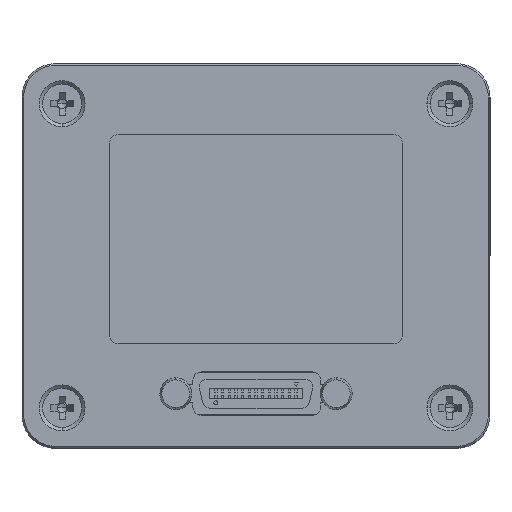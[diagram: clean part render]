
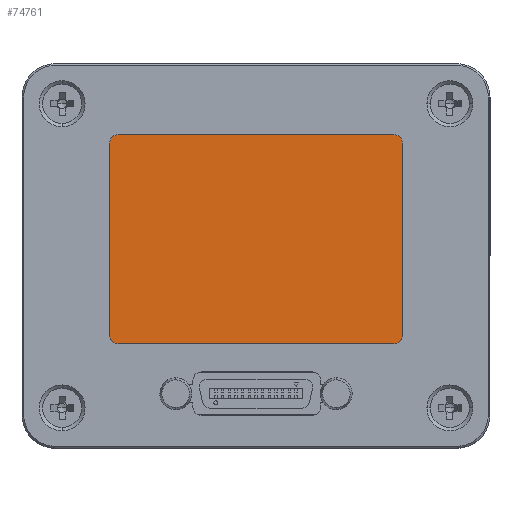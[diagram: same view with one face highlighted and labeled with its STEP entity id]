
A CAD part, top view. The second image highlights one B-rep face of the part: STEP entity #74761.
In plain terms, the highlighted planar face has unit normal (0, 0, 1).
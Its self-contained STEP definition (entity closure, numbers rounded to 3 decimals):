
#981 = CARTESIAN_POINT ( 'NONE',  ( 16.5, -9.5, 27.99 ) ) ;
#3873 = DIRECTION ( 'NONE',  ( 1., 0., 0. ) ) ;
#7213 = CARTESIAN_POINT ( 'NONE',  ( 17.5, 13.5, 27.99 ) ) ;
#8803 = VECTOR ( 'NONE', #3873, 1000. ) ;
#9303 = DIRECTION ( 'NONE',  ( 1., 0., 0. ) ) ;
#9407 = LINE ( 'NONE', #7213, #31250 ) ;
#9572 = VERTEX_POINT ( 'NONE', #39103 ) ;
#17153 = VECTOR ( 'NONE', #72434, 1000. ) ;
#18449 = CARTESIAN_POINT ( 'NONE',  ( -17.5, 13.5, 27.99 ) ) ;
#23211 = CARTESIAN_POINT ( 'NONE',  ( -16.5, 14.5, 27.99 ) ) ;
#24059 = DIRECTION ( 'NONE',  ( 0., 1., 0. ) ) ;
#27544 = ORIENTED_EDGE ( 'NONE', *, *, #94431, .T. ) ;
#28567 = DIRECTION ( 'NONE',  ( 0., 0., 1. ) ) ;
#28794 = CARTESIAN_POINT ( 'NONE',  ( -16.5, -9.5, 27.99 ) ) ;
#31250 = VECTOR ( 'NONE', #24059, 1000. ) ;
#31373 = CARTESIAN_POINT ( 'NONE',  ( 16.5, 14.5, 27.99 ) ) ;
#31937 = EDGE_CURVE ( 'NONE', #74794, #63424, #9407, .T. ) ;
#34276 = EDGE_CURVE ( 'NONE', #63424, #51765, #101710, .T. ) ;
#34464 = VECTOR ( 'NONE', #75870, 1000. ) ;
#34812 = EDGE_CURVE ( 'NONE', #101568, #53771, #93772, .T. ) ;
#35942 = ORIENTED_EDGE ( 'NONE', *, *, #82302, .T. ) ;
#36991 = DIRECTION ( 'NONE',  ( 1., 0., 0. ) ) ;
#38106 = CARTESIAN_POINT ( 'NONE',  ( -16.5, 13.5, 27.99 ) ) ;
#39103 = CARTESIAN_POINT ( 'NONE',  ( 16.5, -10.5, 27.99 ) ) ;
#40942 = CARTESIAN_POINT ( 'NONE',  ( -16.5, -9.5, 27.99 ) ) ;
#41176 = EDGE_CURVE ( 'NONE', #95058, #81073, #96643, .T. ) ;
#41431 = AXIS2_PLACEMENT_3D ( 'NONE', #28794, #86187, #36991 ) ;
#41712 = CARTESIAN_POINT ( 'NONE',  ( -16.5, -10.5, 27.99 ) ) ;
#44246 = FACE_OUTER_BOUND ( 'NONE', #69722, .T. ) ;
#45438 = AXIS2_PLACEMENT_3D ( 'NONE', #40942, #98415, #49241 ) ;
#46369 = DIRECTION ( 'NONE',  ( 1., 0., 0. ) ) ;
#48306 = ORIENTED_EDGE ( 'NONE', *, *, #91240, .T. ) ;
#49241 = DIRECTION ( 'NONE',  ( 1., 0., 0. ) ) ;
#49522 = ORIENTED_EDGE ( 'NONE', *, *, #34812, .T. ) ;
#51765 = VERTEX_POINT ( 'NONE', #31373 ) ;
#53484 = CARTESIAN_POINT ( 'NONE',  ( 17.5, 13.5, 27.99 ) ) ;
#53771 = VERTEX_POINT ( 'NONE', #41712 ) ;
#55456 = CARTESIAN_POINT ( 'NONE',  ( -16.5, 14.5, 27.99 ) ) ;
#56343 = LINE ( 'NONE', #18449, #34464 ) ;
#58513 = DIRECTION ( 'NONE',  ( 0., 0., 1. ) ) ;
#60256 = ORIENTED_EDGE ( 'NONE', *, *, #65473, .T. ) ;
#61334 = CARTESIAN_POINT ( 'NONE',  ( -16.5, -10.5, 27.99 ) ) ;
#63167 = AXIS2_PLACEMENT_3D ( 'NONE', #981, #58513, #9303 ) ;
#63424 = VERTEX_POINT ( 'NONE', #53484 ) ;
#63429 = LINE ( 'NONE', #23211, #17153 ) ;
#65473 = EDGE_CURVE ( 'NONE', #81073, #101568, #56343, .T. ) ;
#66464 = AXIS2_PLACEMENT_3D ( 'NONE', #38106, #95610, #46369 ) ;
#67958 = CARTESIAN_POINT ( 'NONE',  ( -17.5, 13.5, 27.99 ) ) ;
#69722 = EDGE_LOOP ( 'NONE', ( #103993, #60256, #49522, #27544, #48306, #92564, #94717, #35942 ) ) ;
#71628 = AXIS2_PLACEMENT_3D ( 'NONE', #77731, #28567, #85958 ) ;
#72434 = DIRECTION ( 'NONE',  ( -1., 0., 0. ) ) ;
#74333 = CARTESIAN_POINT ( 'NONE',  ( 17.5, -9.5, 27.99 ) ) ;
#74761 = ADVANCED_FACE ( 'NONE', ( #44246 ), #97706, .T. ) ;
#74794 = VERTEX_POINT ( 'NONE', #74333 ) ;
#75870 = DIRECTION ( 'NONE',  ( 0., -1., 0. ) ) ;
#77731 = CARTESIAN_POINT ( 'NONE',  ( 16.5, 13.5, 27.99 ) ) ;
#79864 = CARTESIAN_POINT ( 'NONE',  ( -17.5, -9.5, 27.99 ) ) ;
#81073 = VERTEX_POINT ( 'NONE', #67958 ) ;
#82302 = EDGE_CURVE ( 'NONE', #51765, #95058, #63429, .T. ) ;
#85958 = DIRECTION ( 'NONE',  ( 1., 0., 0. ) ) ;
#86187 = DIRECTION ( 'NONE',  ( 0., 0., 1. ) ) ;
#91240 = EDGE_CURVE ( 'NONE', #9572, #74794, #91277, .T. ) ;
#91277 = CIRCLE ( 'NONE', #63167, 1. ) ;
#92564 = ORIENTED_EDGE ( 'NONE', *, *, #31937, .T. ) ;
#93614 = LINE ( 'NONE', #61334, #8803 ) ;
#93772 = CIRCLE ( 'NONE', #41431, 1. ) ;
#94431 = EDGE_CURVE ( 'NONE', #53771, #9572, #93614, .T. ) ;
#94717 = ORIENTED_EDGE ( 'NONE', *, *, #34276, .T. ) ;
#95058 = VERTEX_POINT ( 'NONE', #55456 ) ;
#95610 = DIRECTION ( 'NONE',  ( 0., 0., 1. ) ) ;
#96643 = CIRCLE ( 'NONE', #66464, 1. ) ;
#97706 = PLANE ( 'NONE',  #45438 ) ;
#98415 = DIRECTION ( 'NONE',  ( 0., 0., 1. ) ) ;
#101568 = VERTEX_POINT ( 'NONE', #79864 ) ;
#101710 = CIRCLE ( 'NONE', #71628, 1. ) ;
#103993 = ORIENTED_EDGE ( 'NONE', *, *, #41176, .T. ) ;
